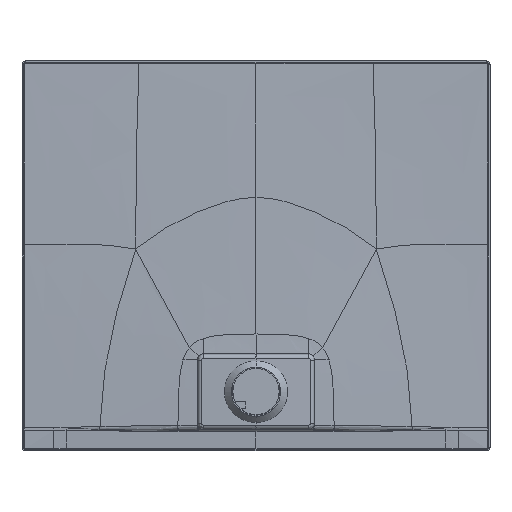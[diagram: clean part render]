
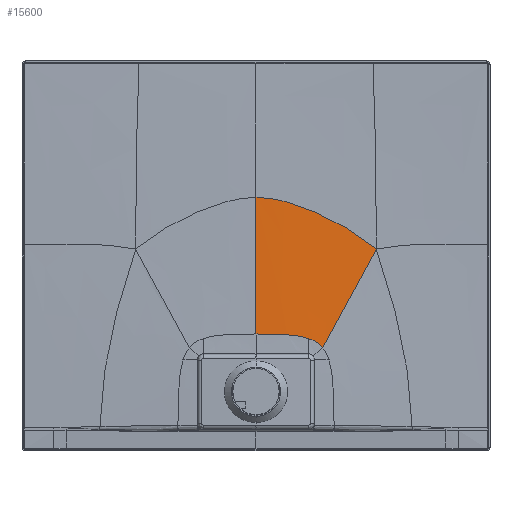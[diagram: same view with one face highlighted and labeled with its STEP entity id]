
A CAD part, front view. The second image highlights one B-rep face of the part: STEP entity #15600.
In plain terms, the highlighted free-form (B-spline) face has degree [3, 3] with [9, 8] control points.
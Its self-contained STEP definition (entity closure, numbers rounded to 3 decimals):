
#1055=CARTESIAN_POINT('',(101.03,-15.299,216.298));
#1056=CARTESIAN_POINT('',(106.845,-15.298,214.315));
#1057=CARTESIAN_POINT('',(117.111,-15.298,209.474));
#1058=CARTESIAN_POINT('',(124.971,-15.297,202.505));
#1059=CARTESIAN_POINT('',(128.376,-15.297,198.394));
#1074=CARTESIAN_POINT('',(0.,-15.299,
225.07));
#1076=CARTESIAN_POINT('',(0.,-15.299,
225.07));
#1077=CARTESIAN_POINT('',(5.829,-15.299,225.07));
#1078=CARTESIAN_POINT('',(17.035,-15.299,225.033));
#1079=CARTESIAN_POINT('',(37.711,-15.299,224.728));
#1080=CARTESIAN_POINT('',(60.433,-15.299,223.762));
#1081=CARTESIAN_POINT('',(83.121,-15.299,221.183));
#1082=CARTESIAN_POINT('',(95.475,-15.299,218.193));
#1083=CARTESIAN_POINT('',(101.03,-15.299,216.298));
#1085=CARTESIAN_POINT('',(101.03,-15.299,216.298));
#4267=CARTESIAN_POINT('',(231.38,-7.919,388.37));
#4878=CARTESIAN_POINT('',(231.38,-7.919,388.37));
#4879=CARTESIAN_POINT('',(227.987,-8.087,382.462));
#4880=CARTESIAN_POINT('',(221.369,-8.429,370.901));
#4881=CARTESIAN_POINT('',(208.918,-9.124,348.948));
#4882=CARTESIAN_POINT('',(189.376,-10.351,313.843));
#4883=CARTESIAN_POINT('',(167.806,-12.01,272.937));
#4884=CARTESIAN_POINT('',(147.261,-13.739,232.725));
#4885=CARTESIAN_POINT('',(134.628,-14.785,209.328));
#4886=CARTESIAN_POINT('',(128.376,-15.297,198.394));
#4888=DIRECTION('',(0.,-0.023,-1.));
#4889=VECTOR('',#4888,262.572);
#4890=CARTESIAN_POINT('',(-0.001,-9.149,
487.57));
#4891=LINE('',#4890,#4889);
#5261=CARTESIAN_POINT('',(231.38,-7.919,388.37));
#5262=CARTESIAN_POINT('',(221.358,-8.023,396.769));
#5263=CARTESIAN_POINT('',(201.238,-8.206,411.967));
#5264=CARTESIAN_POINT('',(161.236,-8.492,437.005));
#5265=CARTESIAN_POINT('',(112.288,-8.774,461.265));
#5266=CARTESIAN_POINT('',(55.296,-9.061,482.002));
#5267=CARTESIAN_POINT('',(18.266,-9.149,487.57));
#5268=CARTESIAN_POINT('',(-0.001,-9.149,
487.57));
#5657=VERTEX_POINT('',#1085);
#5658=VERTEX_POINT('',#1059);
#5659=VERTEX_POINT('',#1074);
#5959=VERTEX_POINT('',#4267);
#5978=CARTESIAN_POINT('',(-0.001,-9.149,
487.57));
#5979=VERTEX_POINT('',#5978);
#15518=CARTESIAN_POINT('',(-1.331,-15.362,
222.381));
#15519=CARTESIAN_POINT('',(16.978,-15.362,
222.387));
#15520=CARTESIAN_POINT('',(48.74,-15.362,
222.154));
#15521=CARTESIAN_POINT('',(84.761,-15.361,
219.208));
#15522=CARTESIAN_POINT('',(106.48,-15.359,
213.125));
#15523=CARTESIAN_POINT('',(119.993,-15.359,
205.019));
#15524=CARTESIAN_POINT('',(125.535,-15.36,
199.636));
#15525=CARTESIAN_POINT('',(128.076,-15.36,
196.48));
#15526=CARTESIAN_POINT('',(-1.331,-14.829,
245.152));
#15527=CARTESIAN_POINT('',(16.971,-14.829,
245.179));
#15528=CARTESIAN_POINT('',(49.143,-14.831,
244.141));
#15529=CARTESIAN_POINT('',(86.672,-14.839,
238.148));
#15530=CARTESIAN_POINT('',(110.074,-14.844,
228.833));
#15531=CARTESIAN_POINT('',(125.177,-14.839,
218.132));
#15532=CARTESIAN_POINT('',(131.628,-14.832,
211.477));
#15533=CARTESIAN_POINT('',(134.672,-14.827,
207.679));
#15534=CARTESIAN_POINT('',(-1.328,-13.783,
289.796));
#15535=CARTESIAN_POINT('',(16.913,-13.783,
289.864));
#15536=CARTESIAN_POINT('',(49.849,-13.787,
287.248));
#15537=CARTESIAN_POINT('',(90.392,-13.809,
275.451));
#15538=CARTESIAN_POINT('',(117.167,-13.821,
260.259));
#15539=CARTESIAN_POINT('',(135.431,-13.802,
245.028));
#15540=CARTESIAN_POINT('',(143.682,-13.777,
236.189));
#15541=CARTESIAN_POINT('',(147.723,-13.759,
231.281));
#15542=CARTESIAN_POINT('',(-1.312,-12.224,
356.316));
#15543=CARTESIAN_POINT('',(16.691,-12.224,
356.437));
#15544=CARTESIAN_POINT('',(50.581,-12.221,
351.749));
#15545=CARTESIAN_POINT('',(95.819,-12.216,
332.674));
#15546=CARTESIAN_POINT('',(128.239,-12.192,
310.432));
#15547=CARTESIAN_POINT('',(151.87,-12.114,289.74));
#15548=CARTESIAN_POINT('',(163.151,-12.046,
278.145));
#15549=CARTESIAN_POINT('',(168.851,-12.002,
271.775));
#15550=CARTESIAN_POINT('',(-1.305,-10.943,
411.002));
#15551=CARTESIAN_POINT('',(16.591,-10.944,
411.15));
#15552=CARTESIAN_POINT('',(51.374,-10.914,
405.446));
#15553=CARTESIAN_POINT('',(100.937,-10.822,
383.089));
#15554=CARTESIAN_POINT('',(139.149,-10.705,
357.604));
#15555=CARTESIAN_POINT('',(168.641,-10.537,
333.688));
#15556=CARTESIAN_POINT('',(183.254,-10.413,
320.045));
#15557=CARTESIAN_POINT('',(190.749,-10.337,
312.46));
#15558=CARTESIAN_POINT('',(-1.323,-10.046,
449.284));
#15559=CARTESIAN_POINT('',(16.818,-10.047,
449.434));
#15560=CARTESIAN_POINT('',(52.699,-9.99,
443.619));
#15561=CARTESIAN_POINT('',(105.923,-9.804,
421.241));
#15562=CARTESIAN_POINT('',(149.178,-9.603,
395.658));
#15563=CARTESIAN_POINT('',(183.95,-9.365,
370.607));
#15564=CARTESIAN_POINT('',(201.53,-9.203,
355.79));
#15565=CARTESIAN_POINT('',(210.575,-9.106,
347.423));
#15566=CARTESIAN_POINT('',(-1.344,-9.52,
471.735));
#15567=CARTESIAN_POINT('',(17.079,-9.522,
471.882));
#15568=CARTESIAN_POINT('',(53.816,-9.446,
466.178));
#15569=CARTESIAN_POINT('',(109.436,-9.201,
444.455));
#15570=CARTESIAN_POINT('',(155.941,-8.95,
419.455));
#15571=CARTESIAN_POINT('',(194.094,-8.678,
394.076));
#15572=CARTESIAN_POINT('',(213.533,-8.498,
378.665));
#15573=CARTESIAN_POINT('',(223.528,-8.391,
369.879));
#15574=CARTESIAN_POINT('',(-1.359,-9.25,
483.248));
#15575=CARTESIAN_POINT('',(17.263,-9.252,
483.393));
#15576=CARTESIAN_POINT('',(54.526,-9.167,
477.805));
#15577=CARTESIAN_POINT('',(111.472,-8.89,
456.644));
#15578=CARTESIAN_POINT('',(159.742,-8.617,
432.155));
#15579=CARTESIAN_POINT('',(199.706,-8.33,
406.716));
#15580=CARTESIAN_POINT('',(220.12,-8.142,
391.031));
#15581=CARTESIAN_POINT('',(230.606,-8.031,
382.046));
#15582=CARTESIAN_POINT('',(-1.367,-9.109,
489.293));
#15583=CARTESIAN_POINT('',(17.375,-9.111,
489.435));
#15584=CARTESIAN_POINT('',(54.941,-9.021,
483.923));
#15585=CARTESIAN_POINT('',(112.612,-8.728,
463.113));
#15586=CARTESIAN_POINT('',(161.831,-8.443,
438.942));
#15587=CARTESIAN_POINT('',(202.757,-8.149,
413.494));
#15588=CARTESIAN_POINT('',(223.682,-7.958,
397.672));
#15589=CARTESIAN_POINT('',(234.422,-7.845,
388.588));
#15590=B_SPLINE_SURFACE_WITH_KNOTS('',3,3,((#15518,#15519,#15520,#15521,#15522,
#15523,#15524,#15525),(#15526,#15527,#15528,#15529,#15530,#15531,#15532,#15533),
(#15534,#15535,#15536,#15537,#15538,#15539,#15540,#15541),(#15542,#15543,#15544,
#15545,#15546,#15547,#15548,#15549),(#15550,#15551,#15552,#15553,#15554,#15555,
#15556,#15557),(#15558,#15559,#15560,#15561,#15562,#15563,#15564,#15565),
(#15566,#15567,#15568,#15569,#15570,#15571,#15572,#15573),(#15574,#15575,#15576,
#15577,#15578,#15579,#15580,#15581),(#15582,#15583,#15584,#15585,#15586,#15587,
#15588,#15589)),.UNSPECIFIED.,.F.,.F.,.F.,(4,1,1,1,1,1,4),(4,1,1,1,1,4),(
-0.005,0.125,0.25,0.375,0.438,0.469,0.503),
(-0.003,0.125,0.25,0.375,0.438,0.504),
.UNSPECIFIED.);
#15592=ORIENTED_EDGE('',*,*,#15591,.F.);
#15594=ORIENTED_EDGE('',*,*,#15593,.F.);
#15595=ORIENTED_EDGE('',*,*,#15329,.T.);
#15596=ORIENTED_EDGE('',*,*,#7530,.F.);
#15597=ORIENTED_EDGE('',*,*,#7596,.F.);
#15598=EDGE_LOOP('',(#15592,#15594,#15595,#15596,#15597));
#15599=FACE_OUTER_BOUND('',#15598,.F.);
#15600=ADVANCED_FACE('',(#15599),#15590,.F.);
#1060=B_SPLINE_CURVE_WITH_KNOTS('',3,(#1055,#1056,#1057,#1058,#1059),
.UNSPECIFIED.,.F.,.F.,(4,1,4),(0.,0.5,1.),.UNSPECIFIED.);
#1084=B_SPLINE_CURVE_WITH_KNOTS('',3,(#1076,#1077,#1078,#1079,#1080,#1081,#1082,
#1083),.UNSPECIFIED.,.F.,.F.,(4,1,1,1,1,4),(0.,0.125,
0.25,0.5,0.75,1.),.UNSPECIFIED.);
#4887=B_SPLINE_CURVE_WITH_KNOTS('',3,(#4878,#4879,#4880,#4881,#4882,#4883,#4884,
#4885,#4886),.UNSPECIFIED.,.F.,.F.,(4,1,1,1,1,1,4),(0.,0.063,
0.125,0.25,0.5,0.75,1.),
.UNSPECIFIED.);
#5269=B_SPLINE_CURVE_WITH_KNOTS('',3,(#5261,#5262,#5263,#5264,#5265,#5266,#5267,
#5268),.UNSPECIFIED.,.F.,.F.,(4,1,1,1,1,4),(0.,0.125,
0.25,0.5,0.75,1.),.UNSPECIFIED.);
#7530=EDGE_CURVE('',#5657,#5658,#1060,.T.);
#7596=EDGE_CURVE('',#5659,#5657,#1084,.T.);
#15329=EDGE_CURVE('',#5959,#5658,#4887,.T.);
#15591=EDGE_CURVE('',#5979,#5659,#4891,.T.);
#15593=EDGE_CURVE('',#5959,#5979,#5269,.T.);
